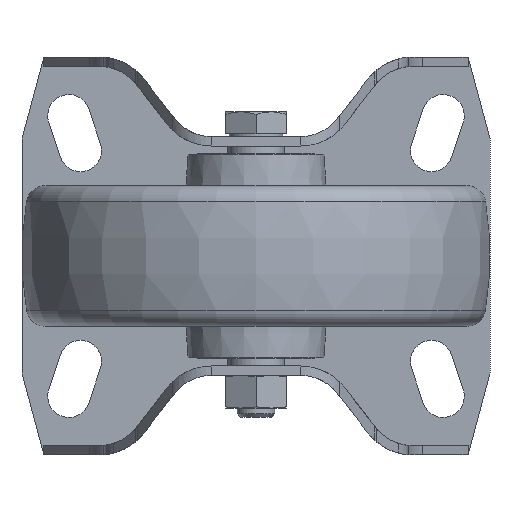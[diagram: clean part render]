
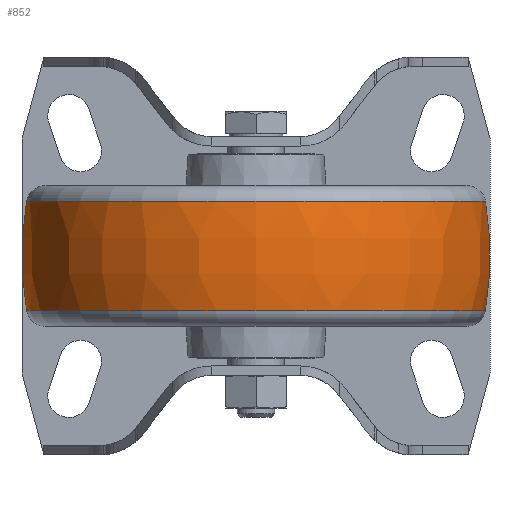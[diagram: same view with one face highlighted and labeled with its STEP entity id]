
A CAD part, front view. The second image highlights one B-rep face of the part: STEP entity #852.
In plain terms, the highlighted free-form (B-spline) face has degree [3, 3] with [4, 7] control points.
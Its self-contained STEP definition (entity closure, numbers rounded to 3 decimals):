
#852 = ADVANCED_FACE( '', ( #1723, #1724 ), #1725, .T. );
#1723 = FACE_OUTER_BOUND( '', #2619, .T. );
#1724 = FACE_OUTER_BOUND( '', #2620, .T. );
#1725 = ( BOUNDED_SURFACE(  )B_SPLINE_SURFACE( 3, 3, ( ( #2623, #2624, #2625, #2626, #2627, #2628, #2629 ), ( #2630, #2631, #2632, #2633, #2634, #2635, #2636 ), ( #2637, #2638, #2639, #2640, #2641, #2642, #2643 ), ( #2644, #2645, #2646, #2647, #2648, #2649, #2650 ) ), .UNSPECIFIED., .F., .T., .F. )B_SPLINE_SURFACE_WITH_KNOTS( ( 4, 4 ), ( 4, 3, 4 ), ( 0., 6.283 ), ( -0.165, 0.001, 0.167 ), .UNSPECIFIED. )GEOMETRIC_REPRESENTATION_ITEM(  )RATIONAL_B_SPLINE_SURFACE( ( ( 1., 0.333, 0.333, 1., 0.333, 0.333, 1. ), ( 0.991, 0.33, 0.33, 0.991, 0.33, 0.33, 0.991 ), ( 0.991, 0.33, 0.33, 0.991, 0.33, 0.33, 0.991 ), ( 1., 0.333, 0.333, 1., 0.333, 0.333, 1. ) ) )REPRESENTATION_ITEM( '' )SURFACE(  ) );
#2619 = EDGE_LOOP( '', ( #4820 ) );
#2620 = EDGE_LOOP( '', ( #4821 ) );
#2623 = CARTESIAN_POINT( '', ( 33.663, 0., -49.022 ) );
#2624 = CARTESIAN_POINT( '', ( 33.663, 98.044, -49.022 ) );
#2625 = CARTESIAN_POINT( '', ( 33.663, 98.044, 49.022 ) );
#2626 = CARTESIAN_POINT( '', ( 33.663, 0., 49.022 ) );
#2627 = CARTESIAN_POINT( '', ( 33.663, -98.044, 49.022 ) );
#2628 = CARTESIAN_POINT( '', ( 33.663, -98.044, -49.022 ) );
#2629 = CARTESIAN_POINT( '', ( 33.663, 0., -49.022 ) );
#2630 = CARTESIAN_POINT( '', ( 25.927, 0., -50.323 ) );
#2631 = CARTESIAN_POINT( '', ( 25.927, 100.646, -50.323 ) );
#2632 = CARTESIAN_POINT( '', ( 25.927, 100.646, 50.323 ) );
#2633 = CARTESIAN_POINT( '', ( 25.927, 0., 50.323 ) );
#2634 = CARTESIAN_POINT( '', ( 25.927, -100.646, 50.323 ) );
#2635 = CARTESIAN_POINT( '', ( 25.927, -100.646, -50.323 ) );
#2636 = CARTESIAN_POINT( '', ( 25.927, 0., -50.323 ) );
#2637 = CARTESIAN_POINT( '', ( 18.081, 0., -50.329 ) );
#2638 = CARTESIAN_POINT( '', ( 18.081, 100.658, -50.329 ) );
#2639 = CARTESIAN_POINT( '', ( 18.081, 100.658, 50.329 ) );
#2640 = CARTESIAN_POINT( '', ( 18.081, 0., 50.329 ) );
#2641 = CARTESIAN_POINT( '', ( 18.081, -100.658, 50.329 ) );
#2642 = CARTESIAN_POINT( '', ( 18.081, -100.658, -50.329 ) );
#2643 = CARTESIAN_POINT( '', ( 18.081, 0., -50.329 ) );
#2644 = CARTESIAN_POINT( '', ( 10.343, 0., -49.04 ) );
#2645 = CARTESIAN_POINT( '', ( 10.343, 98.08, -49.04 ) );
#2646 = CARTESIAN_POINT( '', ( 10.343, 98.08, 49.04 ) );
#2647 = CARTESIAN_POINT( '', ( 10.343, 0., 49.04 ) );
#2648 = CARTESIAN_POINT( '', ( 10.343, -98.08, 49.04 ) );
#2649 = CARTESIAN_POINT( '', ( 10.343, -98.08, -49.04 ) );
#2650 = CARTESIAN_POINT( '', ( 10.343, 0., -49.04 ) );
#4820 = ORIENTED_EDGE( '', *, *, #5772, .T. );
#4821 = ORIENTED_EDGE( '', *, *, #5874, .F. );
#5772 = EDGE_CURVE( '', #7057, #7057, #7058, .T. );
#5874 = EDGE_CURVE( '', #7207, #7207, #7208, .T. );
#7057 = VERTEX_POINT( '', #9052 );
#7058 = CIRCLE( '', #9053, 49.04 );
#7207 = VERTEX_POINT( '', #9278 );
#7208 = CIRCLE( '', #9279, 49.022 );
#9052 = CARTESIAN_POINT( '', ( 10.343, 0., -49.04 ) );
#9053 = AXIS2_PLACEMENT_3D( '', #10556, #10557, #10558 );
#9278 = CARTESIAN_POINT( '', ( 33.663, 0., -49.022 ) );
#9279 = AXIS2_PLACEMENT_3D( '', #10675, #10676, #10677 );
#10556 = CARTESIAN_POINT( '', ( 10.343, 0., 0. ) );
#10557 = DIRECTION( '', ( 1., 0., 0. ) );
#10558 = DIRECTION( '', ( 0., 0., -1. ) );
#10675 = CARTESIAN_POINT( '', ( 33.663, 0., 0. ) );
#10676 = DIRECTION( '', ( 1., 0., 0. ) );
#10677 = DIRECTION( '', ( 0., 0., -1. ) );
